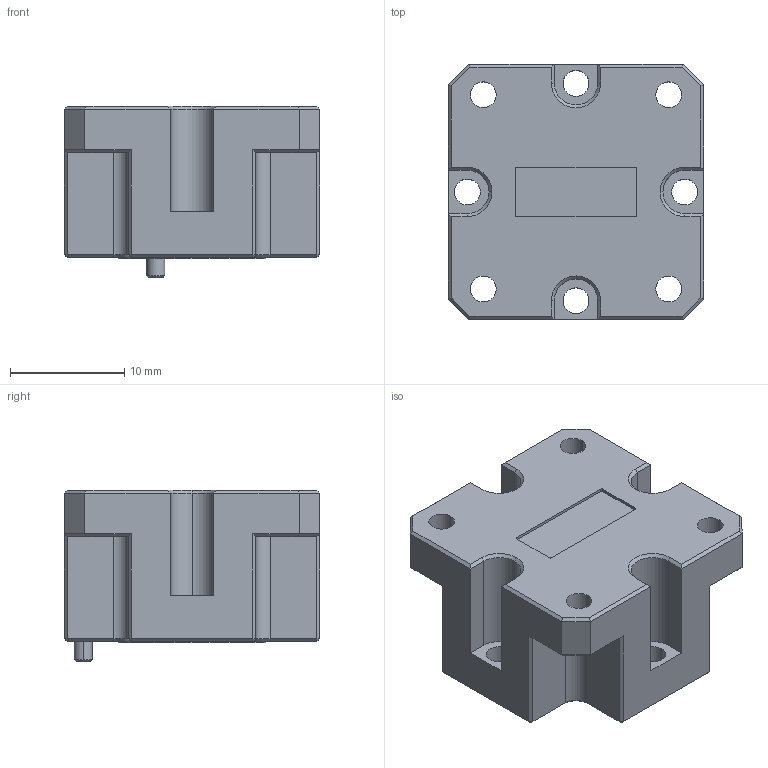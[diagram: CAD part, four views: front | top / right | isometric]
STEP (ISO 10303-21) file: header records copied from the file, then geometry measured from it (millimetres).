
FILE_DESCRIPTION (( 'STEP AP203' ), '1' );
FILE_NAME ('UF-K-750.STEP', '2025-07-09T16:41:54', ( '' ), ( '' ), 'SwSTEP 2.0', 'SolidWorks 2021', '' );
FILE_SCHEMA (( 'CONFIG_CONTROL_DESIGN' ));
Length unit declared in the file: inch
Products named in the file (1): UF-K-750
Bounding box: 22.35 x 22.35 x 15.04 mm (x, y, z)
Volume: 4818.5 mm3; surface area: 2683.8 mm2
Topology: 2 solids, 2 shells, 223 faces, 527 edges, 307 vertices
Faces by surface type: plane 115, cylinder 59, cone 49
Entity records: 6285 total; most frequent: DIRECTION 1102, CARTESIAN_POINT 1066, ORIENTED_EDGE 1022, EDGE_CURVE 511, AXIS2_PLACEMENT_3D 375, LINE 352, VECTOR 352, VERTEX_POINT 307
